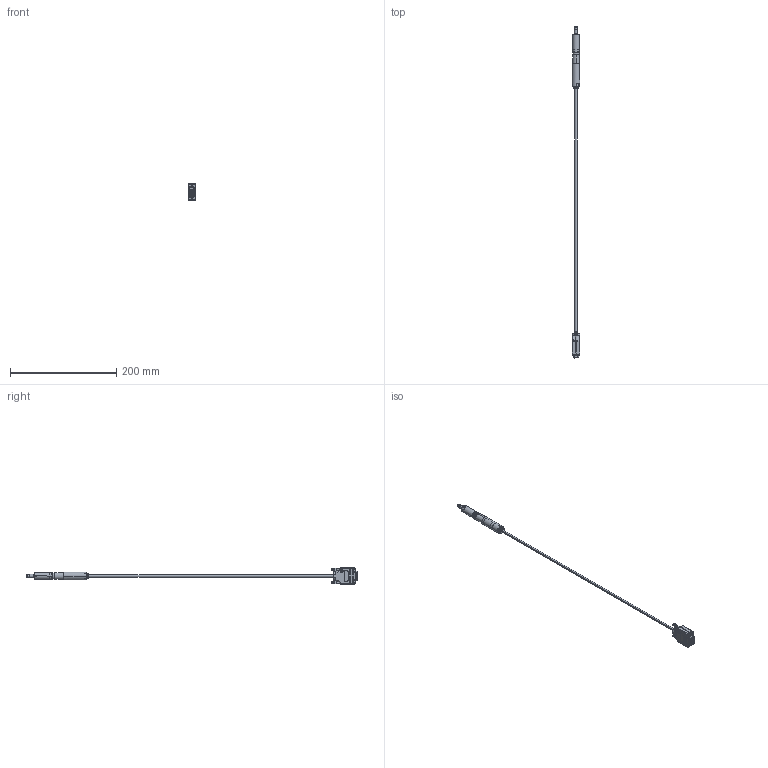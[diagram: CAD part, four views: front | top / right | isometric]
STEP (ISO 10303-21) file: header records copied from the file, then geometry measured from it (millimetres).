
FILE_DESCRIPTION (( 'STEP AP214' ), '1' );
FILE_NAME ('17630-E0W.STEP', '2011-07-05T15:17:43', ( 'delete' ), ( '' ), 'SwSTEP 2.0', 'SolidWorks 2011', '' );
FILE_SCHEMA (( 'AUTOMOTIVE_DESIGN' ));
Length unit declared in the file: millimetre
Products named in the file (25): Hi D Conn with round cable; BA0701; BB0692 9 Way D Type Shell; BB0692 Part 2 of 4 Pan Head Screw_SL-PHMS 0.112-40x0.3125x0.3125-N; BB0692 Part 3 of 4 Thumbscrew; BB0692 Part 4 of 4 Compression Ring_0.25 Cable; BB0692 Part 1 of 4 Connector Half; BB0731 15-way Hi D type plug; 136060 Ball End insert; 136010 Cable Clamp; 136001 Z8 connector backshell; 135996 Z8 threaded insert; 135977 Z8 vac support ring; 136011 Z806 limit switch cover; 134312 Z806 Limit Switch PCB populated; BD0060 HDT001 Micro Mini SMD switch; BD0060 Microswitch Arm; BD0060_MTS_Micro_Switch part; 134362 z806 bare limit_switch_pcb; 135999 z806; 136000 z806; 135998 z806; 135997 z806 motorshaft adapter; 134348 Z8 motor; 17630-E0W
Assembly tree (29 placements, depth 4):
  17630-E0W
    135996 Z8 threaded insert
    135977 Z8 vac support ring
    136011 Z806 limit switch cover
    136000 z806
    135999 z806
    136001 Z8 connector backshell
    135997 z806 motorshaft adapter
    134348 Z8 motor
    136060 Ball End insert
    Hi D Conn with round cable
      BA0701
      BB0731 15-way Hi D type plug
      BB0692 9 Way D Type Shell
        BB0692 Part 4 of 4 Compression Ring_0.25 Cable  x2
        BB0692 Part 1 of 4 Connector Half  x2
        BB0692 Part 2 of 4 Pan Head Screw_SL-PHMS 0.112-40x0.3125x0.3125-N  x2
        BB0692 Part 3 of 4 Thumbscrew  x2
    134312 Z806 Limit Switch PCB populated
      134362 z806 bare limit_switch_pcb
      BD0060 HDT001 Micro Mini SMD switch  x2
        BD0060_MTS_Micro_Switch part
        BD0060 Microswitch Arm
    135998 z806
    136010 Cable Clamp
Bounding box: 15 x 624.03 x 31 mm (x, y, z)
Volume: 29919.3 mm3; surface area: 33764.3 mm2
Topology: 26 solids, 26 shells, 2003 faces, 5410 edges, 3463 vertices
Faces by surface type: plane 1044, cylinder 689, bspline 163, torus 63, cone 40, sphere 4
Entity records: 73442 total; most frequent: CARTESIAN_POINT 28418, ORIENTED_EDGE 8246, DIRECTION 7483, EDGE_CURVE 4123, VERTEX_POINT 2667, AXIS2_PLACEMENT_3D 2645, VECTOR 2193, LINE 2193
